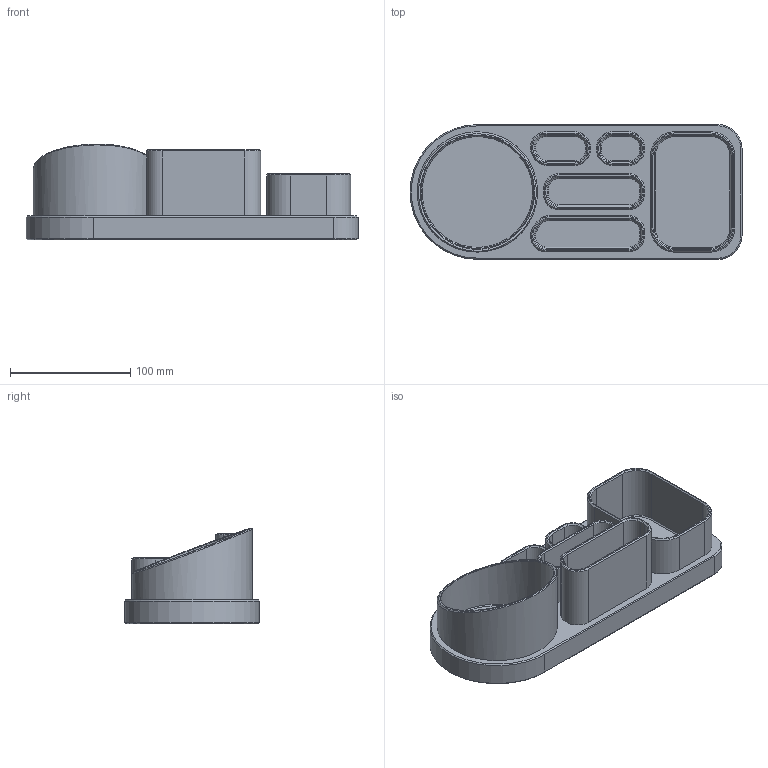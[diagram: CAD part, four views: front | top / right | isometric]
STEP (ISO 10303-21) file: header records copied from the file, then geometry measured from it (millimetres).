
FILE_DESCRIPTION(('STEP AP214'), '1');
FILE_NAME('牮囫桠 铕汔磬殓屦', '', ('UNSPECIFIED'), ('UNSPECIFIED'), 'C3D Converter', 'C3D Toolkit', '');
FILE_SCHEMA(('AUTOMOTIVE_DESIGN { 1 0 10303 214 3 1 1}'));
Length unit declared in the file: millimetre
Assembly tree (7 placements, depth 2):
  (unnamed)
    (unnamed)
    (unnamed)
    (unnamed)
    (unnamed)
    (unnamed)
    (unnamed)
    (unnamed)
Bounding box: 276 x 112 x 79.73 mm (x, y, z)
Volume: 505325.8 mm3; surface area: 255522.8 mm2
Topology: 7 solids, 7 shells, 372 faces, 821 edges, 475 vertices
Faces by surface type: plane 171, cone 124, cylinder 75, bspline 2
Full cylindrical faces by diameter (mm): 94 x1, 100 x2
Entity records: 12581 total; most frequent: CARTESIAN_POINT 3830, DIRECTION 1837, ORIENTED_EDGE 1626, EDGE_CURVE 813, AXIS2_PLACEMENT_3D 650, LINE 537, VECTOR 537, VERTEX_POINT 475
